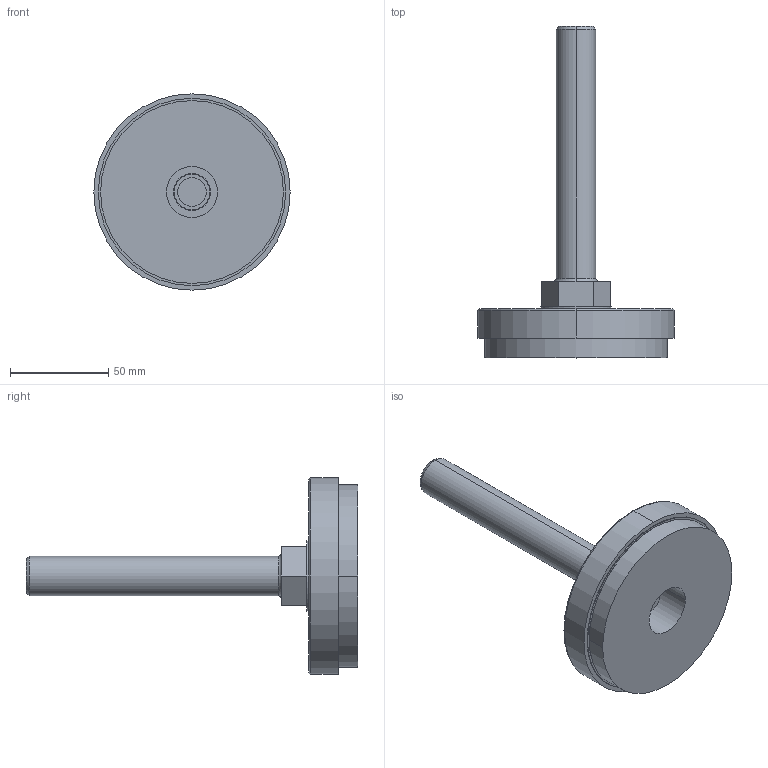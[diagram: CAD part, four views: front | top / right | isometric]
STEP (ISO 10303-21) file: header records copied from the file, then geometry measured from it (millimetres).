
FILE_DESCRIPTION (( 'STEP AP203' ), '1' );
FILE_NAME ('KC-280-10_.STEP', '2006-06-08T05:56:57', ( ' ' ), ( ' ' ), 'SwSTEP 2.0', 'SolidWorks 2005204', '' );
FILE_SCHEMA (( 'CONFIG_CONTROL_DESIGN' ));
Length unit declared in the file: millimetre
Products named in the file (5): KC-280-10,-11ワッシャー_ﾃﾞﾌｫﾙﾄ; KC-280-10僇僶乕_棉太倌; KC-280-10,-11儃儖僩_岞_棉太倌; KC-280-10_; KC-280-10僑儉懌_棉太倌
Assembly tree (4 placements, depth 2):
  KC-280-10_
    KC-280-10僑儉懌_棉太倌
    KC-280-10僇僶乕_棉太倌
    KC-280-10,-11ワッシャー_ﾃﾞﾌｫﾙﾄ
    KC-280-10,-11儃儖僩_岞_棉太倌
Bounding box: 100 x 169 x 100 mm (x, y, z)
Volume: 224501 mm3; surface area: 59881.7 mm2
Topology: 4 solids, 4 shells, 60 faces, 122 edges, 78 vertices
Faces by surface type: cylinder 28, plane 22, torus 8, cone 2
Entity records: 2135 total; most frequent: DIRECTION 330, CARTESIAN_POINT 267, ORIENTED_EDGE 244, AXIS2_PLACEMENT_3D 141, EDGE_CURVE 122, VERTEX_POINT 78, EDGE_LOOP 74, CIRCLE 74
